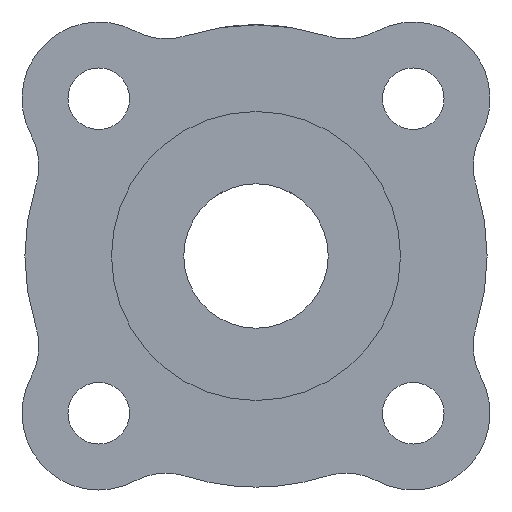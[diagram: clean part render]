
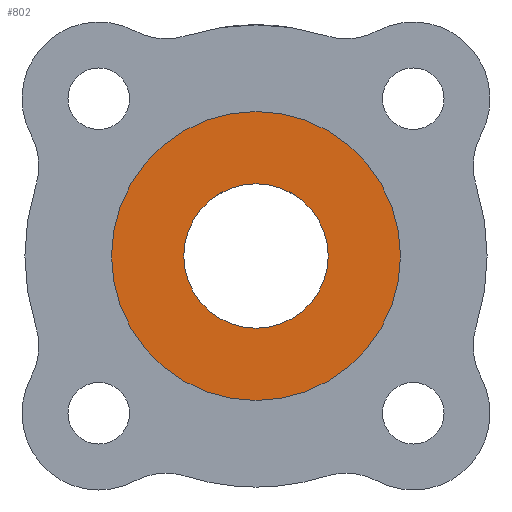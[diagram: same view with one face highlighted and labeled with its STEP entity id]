
A CAD part, front view. The second image highlights one B-rep face of the part: STEP entity #802.
In plain terms, the highlighted planar face has unit normal (0, -1, 0).
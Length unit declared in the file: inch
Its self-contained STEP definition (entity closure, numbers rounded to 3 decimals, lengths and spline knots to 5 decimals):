
#94 = FACE_OUTER_BOUND ( 'NONE', #733, .T. ) ;
#221 = DIRECTION ( 'NONE',  ( 0., 0., 1. ) ) ;
#226 = DIRECTION ( 'NONE',  ( 0., 0., 1. ) ) ;
#227 = ORIENTED_EDGE ( 'NONE', *, *, #1181, .F. ) ;
#228 = DIRECTION ( 'NONE',  ( 0., 1., 0. ) ) ;
#235 = CARTESIAN_POINT ( 'NONE',  ( 0., 0., 0. ) ) ;
#377 = AXIS2_PLACEMENT_3D ( 'NONE', #714, #591, #586 ) ;
#385 = AXIS2_PLACEMENT_3D ( 'NONE', #847, #836, #831 ) ;
#413 = CIRCLE ( 'NONE', #377, 0.125 ) ;
#418 = AXIS2_PLACEMENT_3D ( 'NONE', #1277, #1242, #1236 ) ;
#457 = CIRCLE ( 'NONE', #418, 0.25 ) ;
#462 = EDGE_LOOP ( 'NONE', ( #1114, #550 ) ) ;
#550 = ORIENTED_EDGE ( 'NONE', *, *, #730, .T. ) ;
#567 = VERTEX_POINT ( 'NONE', #741 ) ;
#586 = DIRECTION ( 'NONE',  ( 0., 0., 1. ) ) ;
#591 = DIRECTION ( 'NONE',  ( 0., 1., 0. ) ) ;
#615 = CIRCLE ( 'NONE', #1036, 0.125 ) ;
#714 = CARTESIAN_POINT ( 'NONE',  ( 0., 0., 0. ) ) ;
#720 = AXIS2_PLACEMENT_3D ( 'NONE', #1038, #930, #226 ) ;
#724 = CARTESIAN_POINT ( 'NONE',  ( 0., 0., 0.25 ) ) ;
#730 = EDGE_CURVE ( 'NONE', #1201, #997, #615, .T. ) ;
#733 = EDGE_LOOP ( 'NONE', ( #1147, #227 ) ) ;
#741 = CARTESIAN_POINT ( 'NONE',  ( 0., 0., -0.25 ) ) ;
#762 = CIRCLE ( 'NONE', #385, 0.25 ) ;
#802 = ADVANCED_FACE ( 'NONE', ( #1265, #94 ), #1074, .F. ) ;
#831 = DIRECTION ( 'NONE',  ( 0., 0., 1. ) ) ;
#836 = DIRECTION ( 'NONE',  ( 0., 1., 0. ) ) ;
#847 = CARTESIAN_POINT ( 'NONE',  ( 0., 0., 0. ) ) ;
#930 = DIRECTION ( 'NONE',  ( 0., 1., 0. ) ) ;
#997 = VERTEX_POINT ( 'NONE', #1128 ) ;
#1036 = AXIS2_PLACEMENT_3D ( 'NONE', #235, #228, #221 ) ;
#1038 = CARTESIAN_POINT ( 'NONE',  ( 0., 0., 0. ) ) ;
#1074 = PLANE ( 'NONE',  #720 ) ;
#1114 = ORIENTED_EDGE ( 'NONE', *, *, #1207, .T. ) ;
#1128 = CARTESIAN_POINT ( 'NONE',  ( 0., 0., 0.125 ) ) ;
#1147 = ORIENTED_EDGE ( 'NONE', *, *, #1199, .F. ) ;
#1181 = EDGE_CURVE ( 'NONE', #1208, #567, #457, .T. ) ;
#1199 = EDGE_CURVE ( 'NONE', #567, #1208, #762, .T. ) ;
#1201 = VERTEX_POINT ( 'NONE', #1324 ) ;
#1207 = EDGE_CURVE ( 'NONE', #997, #1201, #413, .T. ) ;
#1208 = VERTEX_POINT ( 'NONE', #724 ) ;
#1236 = DIRECTION ( 'NONE',  ( 0., 0., 1. ) ) ;
#1242 = DIRECTION ( 'NONE',  ( 0., 1., 0. ) ) ;
#1265 = FACE_BOUND ( 'NONE', #462, .T. ) ;
#1277 = CARTESIAN_POINT ( 'NONE',  ( 0., 0., 0. ) ) ;
#1324 = CARTESIAN_POINT ( 'NONE',  ( 0., 0., -0.125 ) ) ;
